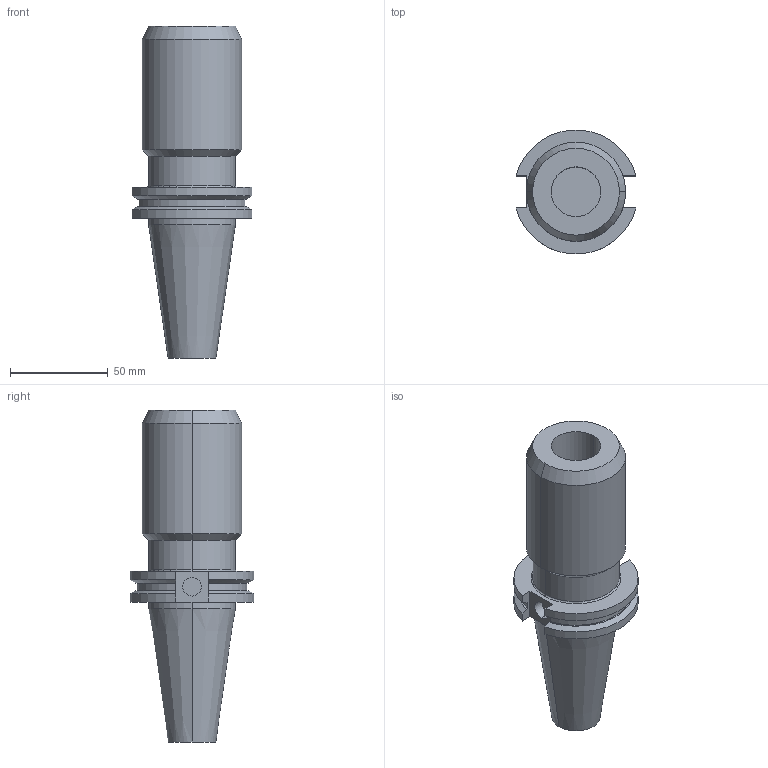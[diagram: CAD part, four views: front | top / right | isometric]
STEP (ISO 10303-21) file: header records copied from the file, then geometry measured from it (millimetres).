
FILE_DESCRIPTION (( 'STEP AP203' ), '1' );
FILE_NAME ('STP-5031-653-A64-400-2(S2-22925).STEP', '2021-06-23T06:19:06', ( '' ), ( '' ), 'SwSTEP 2.0', 'SolidWorks 2017', '' );
FILE_SCHEMA (( 'CONFIG_CONTROL_DESIGN' ));
Length unit declared in the file: millimetre
Products named in the file (1): STP-5031-653-A64-400-2(S2-22925)
Bounding box: 61.35 x 63.26 x 169.85 mm (x, y, z)
Volume: 230388.1 mm3; surface area: 37082 mm2
Topology: 1 solids, 1 shells, 54 faces, 129 edges, 81 vertices
Faces by surface type: cylinder 22, plane 18, cone 12, torus 2
Entity records: 1652 total; most frequent: CARTESIAN_POINT 299, DIRECTION 283, ORIENTED_EDGE 254, EDGE_CURVE 127, AXIS2_PLACEMENT_3D 111, VERTEX_POINT 81, VECTOR 61, LINE 61
